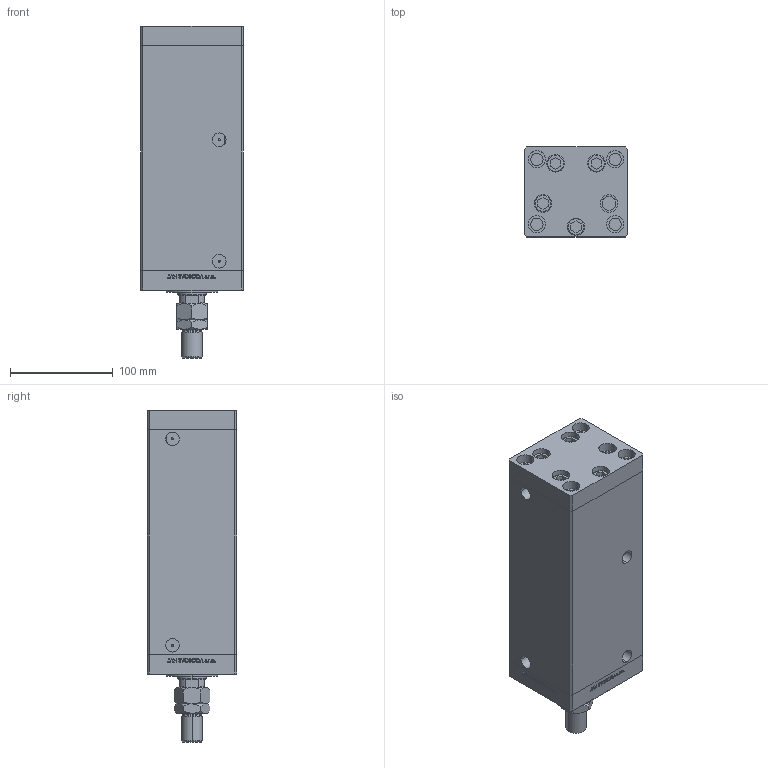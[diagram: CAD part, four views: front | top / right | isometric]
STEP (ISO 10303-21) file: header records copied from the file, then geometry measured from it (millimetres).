
FILE_DESCRIPTION (( 'STEP AP203' ), '1' );
FILE_NAME ('8c30.STEP', '2022-04-14T22:10:10', ( '' ), ( '' ), 'SwSTEP 2.0', 'SolidWorks 2019', '' );
FILE_SCHEMA (( 'CONFIG_CONTROL_DESIGN' ));
Length unit declared in the file: millimetre
Products named in the file (7): V220C_VC_C 2abdc3ab71f0773ac9704ca63993ed92; ALLEN BOLT 2abdc3ab71f0773ac9704ca63993ed92; MTA 2abdc3ab71f0773ac9704ca63993ed92; V220C FRONT 2abdc3ab71f0773ac9704ca63993ed92; V220C BACK_C 2abdc3ab71f0773ac9704ca63993ed92; 8c30; V220C_C MIDDLE 2abdc3ab71f0773ac9704ca63993ed92
Assembly tree (14 placements, depth 2):
  8c30
    ALLEN BOLT 2abdc3ab71f0773ac9704ca63993ed92  x9
    V220C_C MIDDLE 2abdc3ab71f0773ac9704ca63993ed92
    V220C FRONT 2abdc3ab71f0773ac9704ca63993ed92
    V220C_VC_C 2abdc3ab71f0773ac9704ca63993ed92
    V220C BACK_C 2abdc3ab71f0773ac9704ca63993ed92
    MTA 2abdc3ab71f0773ac9704ca63993ed92
Bounding box: 100 x 87 x 322.5 mm (x, y, z)
Volume: 1847762.7 mm3; surface area: 285330.2 mm2
Topology: 14 solids, 14 shells, 1235 faces, 3066 edges, 2000 vertices
Faces by surface type: plane 563, bspline 380, cylinder 180, cone 70, torus 42
Entity records: 51703 total; most frequent: CARTESIAN_POINT 27423, ORIENTED_EDGE 5392, DIRECTION 3607, EDGE_CURVE 2696, VERTEX_POINT 1776, VECTOR 1509, LINE 1509, EDGE_LOOP 1240
